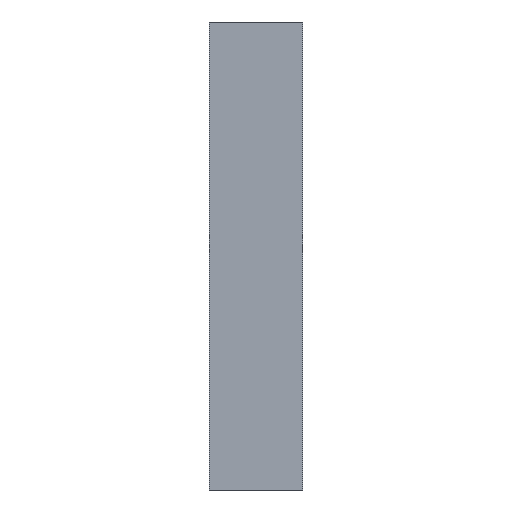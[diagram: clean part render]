
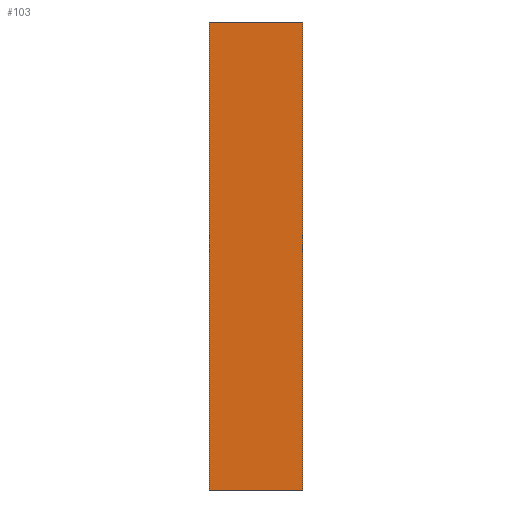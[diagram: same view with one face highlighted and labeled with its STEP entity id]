
A CAD part, left-side view. The second image highlights one B-rep face of the part: STEP entity #103.
In plain terms, the highlighted planar face has unit normal (-1, 0, 0).
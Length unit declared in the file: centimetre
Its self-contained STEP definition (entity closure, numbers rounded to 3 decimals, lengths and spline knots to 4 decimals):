
#6 = DIRECTION ( 'NONE',  ( 0., 0., -1. ) ) ;
#13 = DIRECTION ( 'NONE',  ( 0., -1., 0. ) ) ;
#17 = ORIENTED_EDGE ( 'NONE', *, *, #19, .F. ) ;
#19 = EDGE_CURVE ( 'NONE', #56, #146, #55, .T. ) ;
#25 = VECTOR ( 'NONE', #191, 100. ) ;
#26 = VERTEX_POINT ( 'NONE', #276 ) ;
#31 = CARTESIAN_POINT ( 'NONE',  ( 0., 0., 0. ) ) ;
#55 = LINE ( 'NONE', #251, #99 ) ;
#56 = VERTEX_POINT ( 'NONE', #83 ) ;
#80 = CARTESIAN_POINT ( 'NONE',  ( 0., 20., 0. ) ) ;
#83 = CARTESIAN_POINT ( 'NONE',  ( 0., 20., -100. ) ) ;
#89 = DIRECTION ( 'NONE',  ( 0., -1., 0. ) ) ;
#97 = FACE_OUTER_BOUND ( 'NONE', #269, .T. ) ;
#99 = VECTOR ( 'NONE', #253, 100. ) ;
#103 = ADVANCED_FACE ( 'NONE', ( #97 ), #213, .F. ) ;
#114 = CARTESIAN_POINT ( 'NONE',  ( 0., 20., 0. ) ) ;
#146 = VERTEX_POINT ( 'NONE', #80 ) ;
#157 = AXIS2_PLACEMENT_3D ( 'NONE', #183, #255, #6 ) ;
#176 = ORIENTED_EDGE ( 'NONE', *, *, #199, .T. ) ;
#183 = CARTESIAN_POINT ( 'NONE',  ( 0., 20., 0. ) ) ;
#191 = DIRECTION ( 'NONE',  ( 0., 0., 1. ) ) ;
#192 = CARTESIAN_POINT ( 'NONE',  ( 0., 20., -100. ) ) ;
#199 = EDGE_CURVE ( 'NONE', #26, #254, #267, .T. ) ;
#210 = LINE ( 'NONE', #192, #298 ) ;
#213 = PLANE ( 'NONE',  #157 ) ;
#227 = LINE ( 'NONE', #114, #236 ) ;
#236 = VECTOR ( 'NONE', #89, 100. ) ;
#246 = EDGE_CURVE ( 'NONE', #146, #254, #227, .T. ) ;
#251 = CARTESIAN_POINT ( 'NONE',  ( 0., 20., 0. ) ) ;
#253 = DIRECTION ( 'NONE',  ( 0., 0., 1. ) ) ;
#254 = VERTEX_POINT ( 'NONE', #289 ) ;
#255 = DIRECTION ( 'NONE',  ( 1., 0., 0. ) ) ;
#267 = LINE ( 'NONE', #31, #25 ) ;
#269 = EDGE_LOOP ( 'NONE', ( #176, #294, #17, #325 ) ) ;
#276 = CARTESIAN_POINT ( 'NONE',  ( 0., 0., -100. ) ) ;
#289 = CARTESIAN_POINT ( 'NONE',  ( 0., 0., 0. ) ) ;
#294 = ORIENTED_EDGE ( 'NONE', *, *, #246, .F. ) ;
#298 = VECTOR ( 'NONE', #13, 100. ) ;
#313 = EDGE_CURVE ( 'NONE', #56, #26, #210, .T. ) ;
#325 = ORIENTED_EDGE ( 'NONE', *, *, #313, .T. ) ;
